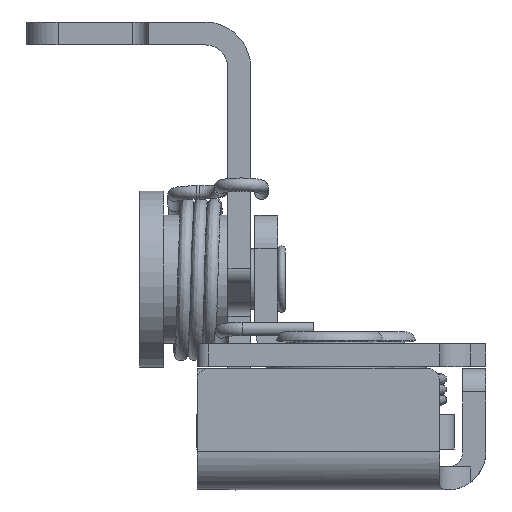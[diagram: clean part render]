
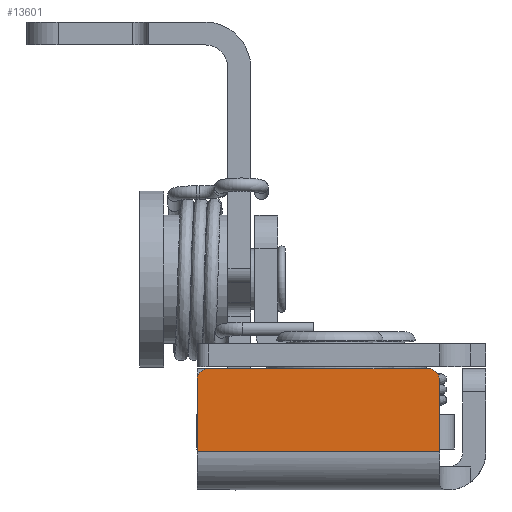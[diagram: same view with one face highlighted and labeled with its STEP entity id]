
A CAD part, left-side view. The second image highlights one B-rep face of the part: STEP entity #13601.
In plain terms, the highlighted planar face has unit normal (-1, 0, 0).
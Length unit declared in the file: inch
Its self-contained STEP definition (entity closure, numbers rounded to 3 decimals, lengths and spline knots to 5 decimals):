
#352=PLANE('',#14585);
#1363=FACE_OUTER_BOUND('',#2093,.T.);
#2093=EDGE_LOOP('',(#11320,#11321,#11322,#11323,#11324,#11325));
#2637=CIRCLE('',#14583,0.045);
#2638=CIRCLE('',#14586,0.045);
#3701=LINE('',#26082,#4933);
#3702=LINE('',#26087,#4934);
#3703=LINE('',#26089,#4935);
#3704=LINE('',#26090,#4936);
#4933=VECTOR('',#17394,0.3937);
#4934=VECTOR('',#17399,0.3937);
#4935=VECTOR('',#17400,0.3937);
#4936=VECTOR('',#17401,0.3937);
#6284=VERTEX_POINT('',#26072);
#6285=VERTEX_POINT('',#26074);
#6287=VERTEX_POINT('',#26080);
#6288=VERTEX_POINT('',#26084);
#6289=VERTEX_POINT('',#26086);
#6290=VERTEX_POINT('',#26088);
#8045=EDGE_CURVE('',#6285,#6284,#2637,.T.);
#8049=EDGE_CURVE('',#6287,#6284,#3701,.T.);
#8050=EDGE_CURVE('',#6287,#6288,#2638,.T.);
#8051=EDGE_CURVE('',#6289,#6288,#3702,.T.);
#8052=EDGE_CURVE('',#6289,#6290,#3703,.T.);
#8053=EDGE_CURVE('',#6290,#6285,#3704,.T.);
#11320=ORIENTED_EDGE('',*,*,#8045,.T.);
#11321=ORIENTED_EDGE('',*,*,#8049,.F.);
#11322=ORIENTED_EDGE('',*,*,#8050,.T.);
#11323=ORIENTED_EDGE('',*,*,#8051,.F.);
#11324=ORIENTED_EDGE('',*,*,#8052,.T.);
#11325=ORIENTED_EDGE('',*,*,#8053,.T.);
#13601=ADVANCED_FACE('',(#1363),#352,.F.);
#14583=AXIS2_PLACEMENT_3D('',#26075,#17387,#17388);
#14585=AXIS2_PLACEMENT_3D('',#26083,#17395,#17396);
#14586=AXIS2_PLACEMENT_3D('',#26085,#17397,#17398);
#17387=DIRECTION('center_axis',(-1.,0.,0.));
#17388=DIRECTION('ref_axis',(0.,-0.707,0.707));
#17394=DIRECTION('',(0.,-1.,0.));
#17395=DIRECTION('center_axis',(1.,0.,0.));
#17396=DIRECTION('ref_axis',(0.,0.,-1.));
#17397=DIRECTION('center_axis',(-1.,0.,0.));
#17398=DIRECTION('ref_axis',(0.,0.707,0.707));
#17399=DIRECTION('',(0.,0.,1.));
#17400=DIRECTION('',(0.,-1.,0.));
#17401=DIRECTION('',(0.,0.,1.));
#26072=CARTESIAN_POINT('',(-1.202,-0.3824,0.4722));
#26074=CARTESIAN_POINT('',(-1.202,-0.4274,0.4272));
#26075=CARTESIAN_POINT('Origin',(-1.202,-0.3824,0.4272));
#26080=CARTESIAN_POINT('',(-1.202,0.4727,0.4722));
#26082=CARTESIAN_POINT('',(-1.202,-0.4274,0.4722));
#26083=CARTESIAN_POINT('Origin',(-1.202,0.5177,0.));
#26084=CARTESIAN_POINT('',(-1.202,0.5177,0.4272));
#26085=CARTESIAN_POINT('Origin',(-1.202,0.4727,0.4272));
#26086=CARTESIAN_POINT('',(-1.202,0.5177,0.149));
#26087=CARTESIAN_POINT('',(-1.202,0.5177,0.));
#26088=CARTESIAN_POINT('',(-1.202,-0.4274,0.149));
#26089=CARTESIAN_POINT('',(-1.202,0.22454,0.149));
#26090=CARTESIAN_POINT('',(-1.202,-0.4274,0.));
